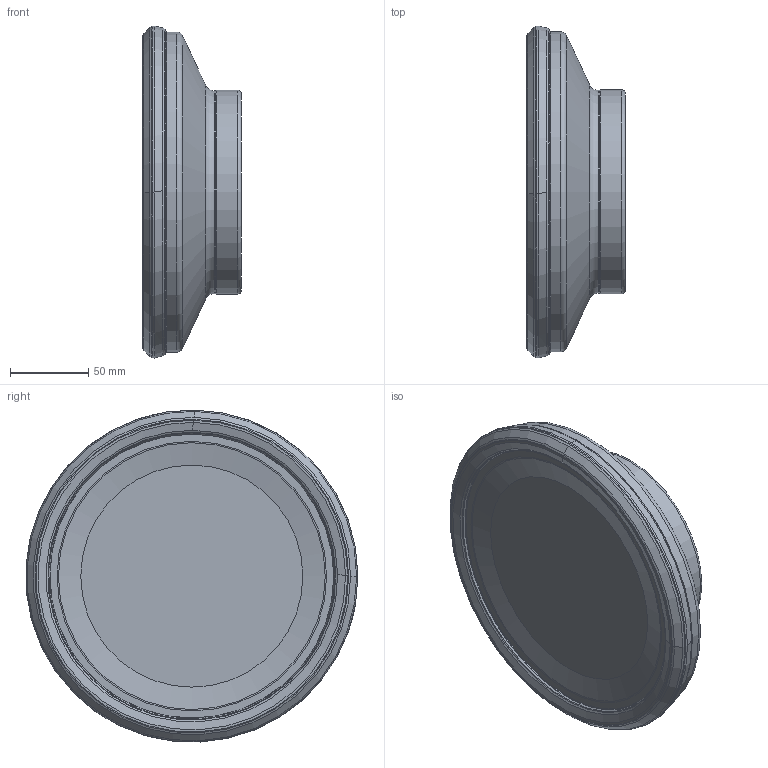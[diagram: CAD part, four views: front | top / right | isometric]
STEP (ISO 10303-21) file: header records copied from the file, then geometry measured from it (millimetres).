
FILE_DESCRIPTION(/* description */ (''),/* implementation_level */ '2;1');
FILE_NAME(/* name */ 'model1.stp',/* time_stamp */ '2023-10-23T14:57:24+03:00',/* author */ (''),/* organization */ (''),/* preprocessor_version */ 'ST-DEVELOPER v19.4',/* originating_system */ 'SIEMENS PLM Software NX2306.3001',/* authorisation */ '');
FILE_SCHEMA (('AUTOMOTIVE_DESIGN { 1 0 10303 214 3 1 1 1 }'));
Length unit declared in the file: millimetre
Products named in the file (1): model1_objects
Bounding box: 63 x 211.61 x 211.67 mm (x, y, z)
Volume: 1408373.5 mm3; surface area: 120526.5 mm2
Topology: 2 solids, 2 shells, 80 faces, 156 edges, 79 vertices
Faces by surface type: bspline 57, torus 8, plane 7, cylinder 3, cone 3, revolution 2
Full cylindrical faces by diameter (mm): 129.5 x1, 130 x1, 204 x1
Entity records: 2611 total; most frequent: CARTESIAN_POINT 1050, ORIENTED_EDGE 278, DIRECTION 276, EDGE_CURVE 139, AXIS2_PLACEMENT_3D 113, EDGE_LOOP 98, CIRCLE 91, ADVANCED_FACE 80
